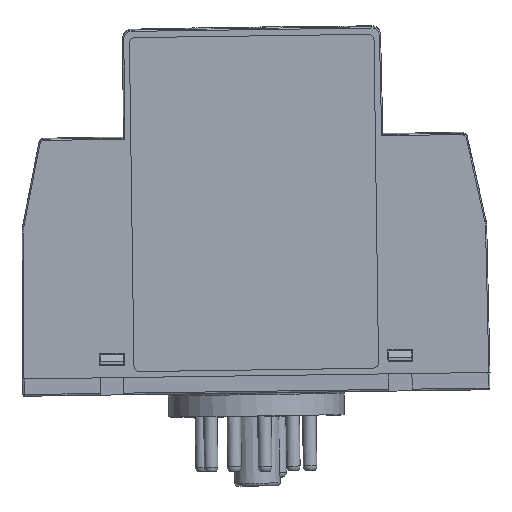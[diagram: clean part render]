
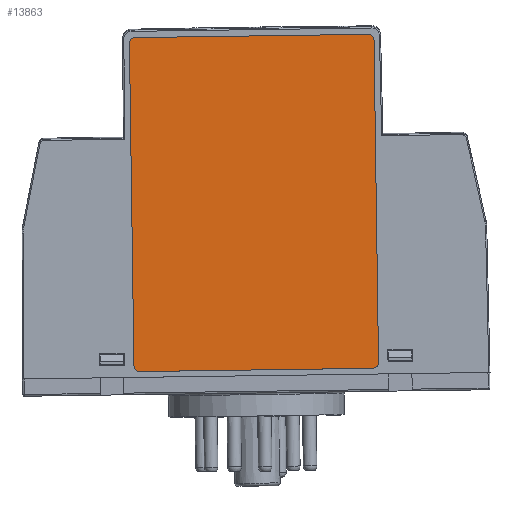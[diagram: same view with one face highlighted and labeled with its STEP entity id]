
A CAD part, left-side view. The second image highlights one B-rep face of the part: STEP entity #13863.
In plain terms, the highlighted planar face has unit normal (-1, 0, -0.005).
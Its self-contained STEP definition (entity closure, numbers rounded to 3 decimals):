
#1050=CIRCLE('',#14797,1.);
#1066=CIRCLE('',#14858,1.);
#1074=CIRCLE('',#14893,1.);
#1101=CIRCLE('',#14976,1.);
#1816=FACE_OUTER_BOUND('',#2632,.T.);
#2632=EDGE_LOOP('',(#10627,#10628,#10629,#10630,#10631,#10632,#10633,#10634));
#3403=LINE('',#21810,#4575);
#3605=LINE('',#23417,#4777);
#3641=LINE('',#23692,#4813);
#3668=LINE('',#23885,#4840);
#4575=VECTOR('',#16683,40.399);
#4777=VECTOR('',#17281,55.898);
#4813=VECTOR('',#17369,55.898);
#4840=VECTOR('',#17482,40.399);
#5893=VERTEX_POINT('',#21807);
#5894=VERTEX_POINT('',#21809);
#5917=VERTEX_POINT('',#21876);
#5963=VERTEX_POINT('',#22316);
#5964=VERTEX_POINT('',#22318);
#5971=VERTEX_POINT('',#22695);
#6075=VERTEX_POINT('',#23406);
#6076=VERTEX_POINT('',#23408);
#7395=EDGE_CURVE('',#5893,#5894,#3403,.T.);
#7429=EDGE_CURVE('',#5894,#5917,#1050,.T.);
#7525=EDGE_CURVE('',#5964,#5963,#1066,.T.);
#7559=EDGE_CURVE('',#5971,#5893,#1074,.T.);
#7693=EDGE_CURVE('',#6075,#6076,#1101,.T.);
#7698=EDGE_CURVE('',#5917,#6075,#3605,.T.);
#7752=EDGE_CURVE('',#5971,#5964,#3641,.T.);
#7797=EDGE_CURVE('',#6076,#5963,#3668,.T.);
#10627=ORIENTED_EDGE('',*,*,#7698,.F.);
#10628=ORIENTED_EDGE('',*,*,#7429,.F.);
#10629=ORIENTED_EDGE('',*,*,#7395,.F.);
#10630=ORIENTED_EDGE('',*,*,#7559,.F.);
#10631=ORIENTED_EDGE('',*,*,#7752,.T.);
#10632=ORIENTED_EDGE('',*,*,#7525,.T.);
#10633=ORIENTED_EDGE('',*,*,#7797,.F.);
#10634=ORIENTED_EDGE('',*,*,#7693,.F.);
#13294=PLANE('',#15048);
#13863=ADVANCED_FACE('',(#1816),#13294,.T.);
#14797=AXIS2_PLACEMENT_3D('',#21877,#16742,#16743);
#14858=AXIS2_PLACEMENT_3D('',#22319,#16928,#16929);
#14893=AXIS2_PLACEMENT_3D('',#22697,#17021,#17022);
#14976=AXIS2_PLACEMENT_3D('',#23409,#17270,#17271);
#15048=AXIS2_PLACEMENT_3D('',#23884,#17480,#17481);
#16683=DIRECTION('',(0.,-1.,0.014));
#16742=DIRECTION('center_axis',(1.,0.,0.005));
#16743=DIRECTION('ref_axis',(0.005,-0.014,-1.));
#16928=DIRECTION('center_axis',(-1.,0.,
-0.005));
#16929=DIRECTION('ref_axis',(0.005,-0.014,-1.));
#17021=DIRECTION('center_axis',(1.,0.,0.005));
#17022=DIRECTION('ref_axis',(0.005,-0.014,-1.));
#17270=DIRECTION('center_axis',(1.,0.,0.005));
#17271=DIRECTION('ref_axis',(0.005,-0.014,-1.));
#17281=DIRECTION('',(0.005,-0.014,-1.));
#17369=DIRECTION('',(0.005,-0.014,-1.));
#17480=DIRECTION('center_axis',(-1.,0.,
-0.005));
#17481=DIRECTION('ref_axis',(-0.005,0.014,1.));
#17482=DIRECTION('',(0.,1.,-0.014));
#21807=CARTESIAN_POINT('',(-16.651,-7.305,4.149));
#21809=CARTESIAN_POINT('',(-16.653,-47.7,4.713));
#21810=CARTESIAN_POINT('',(-16.651,-7.305,4.149));
#21876=CARTESIAN_POINT('',(-16.648,-48.714,3.727));
#21877=CARTESIAN_POINT('Origin',(-16.648,-47.714,3.713));
#22316=CARTESIAN_POINT('',(-16.348,-8.114,-53.743));
#22318=CARTESIAN_POINT('',(-16.353,-7.1,-52.757));
#22319=CARTESIAN_POINT('Origin',(-16.353,-8.1,-52.743));
#22695=CARTESIAN_POINT('',(-16.646,-6.32,3.135));
#22697=CARTESIAN_POINT('Origin',(-16.646,-7.319,3.149));
#23406=CARTESIAN_POINT('',(-16.355,-49.494,-52.165));
#23408=CARTESIAN_POINT('',(-16.35,-48.508,-53.179));
#23409=CARTESIAN_POINT('Origin',(-16.355,-48.494,-52.179));
#23417=CARTESIAN_POINT('',(-16.648,-48.714,3.727));
#23692=CARTESIAN_POINT('',(-16.646,-6.32,3.135));
#23884=CARTESIAN_POINT('Origin',(-16.348,-7.114,-53.757));
#23885=CARTESIAN_POINT('',(-16.35,-48.508,-53.179));
